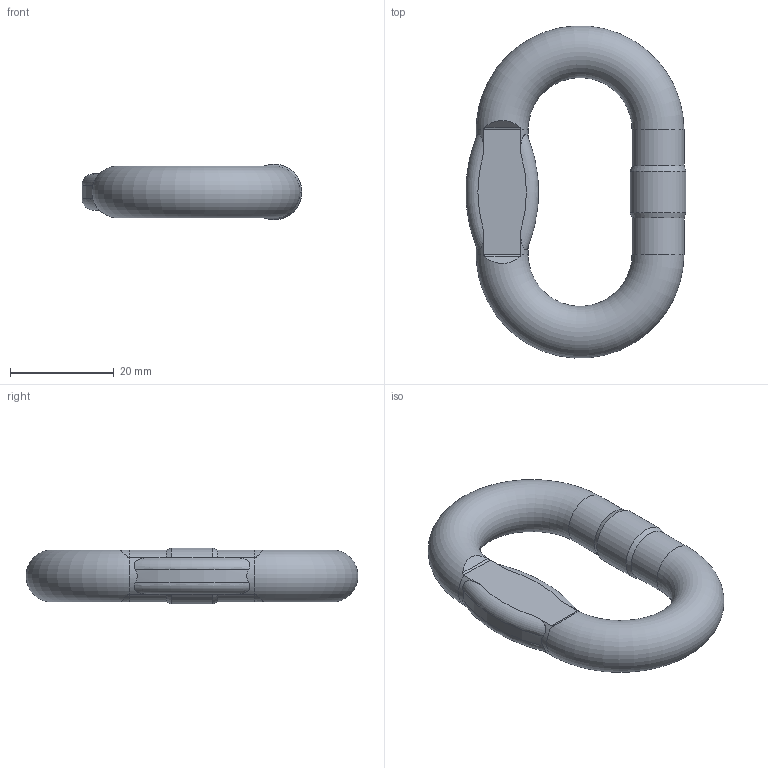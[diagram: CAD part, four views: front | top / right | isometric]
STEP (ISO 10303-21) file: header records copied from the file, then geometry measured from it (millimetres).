
FILE_DESCRIPTION(/* description */ (''),/* implementation_level */ '2;1');
FILE_NAME(/* name */ 'B8W 10',/* time_stamp */ '2007-09-14T12:48:06+02:00',/* author */ (''),/* organization */ (''),/* preprocessor_version */ 'ST-DEVELOPER v9',/* originating_system */ 'UGS - NX 4.0',/* authorisation */ '');
FILE_SCHEMA (('AUTOMOTIVE_DESIGN { 1 0 10303 214 1 1 1 1 }'));
Length unit declared in the file: millimetre
Products named in the file (1): ritBF0Bcf4d
Bounding box: 42.33 x 63.89 x 10.75 mm (x, y, z)
Volume: 11330.4 mm3; surface area: 4588.1 mm2
Topology: 1 solids, 1 shells, 27 faces, 77 edges, 50 vertices
Faces by surface type: cylinder 13, torus 6, plane 6, cone 2
Full cylindrical faces by diameter (mm): 10 x2, 10.75 x1
Entity records: 1008 total; most frequent: CARTESIAN_POINT 358, ORIENTED_EDGE 140, DIRECTION 108, EDGE_CURVE 70, VERTEX_POINT 50, AXIS2_PLACEMENT_3D 46, B_SPLINE_CURVE_WITH_KNOTS 36, EDGE_LOOP 34
